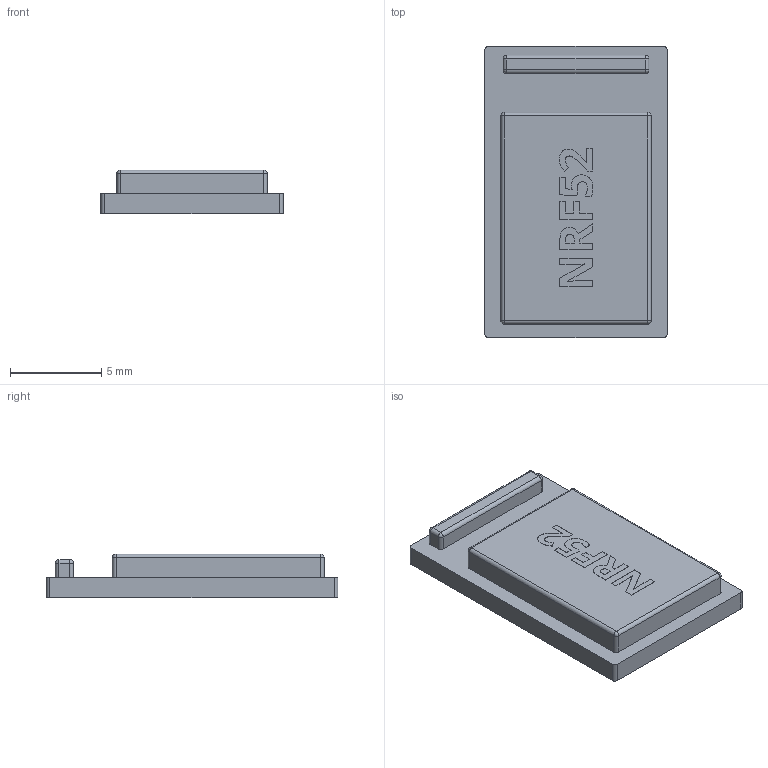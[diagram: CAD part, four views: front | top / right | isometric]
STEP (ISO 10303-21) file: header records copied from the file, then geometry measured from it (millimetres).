
FILE_DESCRIPTION(/* description */ ('STEP AP242','CAx-IF Rec.Pracs.---Representation and Presentation of Product Manufacturing Information (PMI)---4.0---2014-10-13','CAx-IF Rec.Pracs.---3D Tessellated Geometry---0.4---2014-09-14','2;1'),/* implementation_level */ '2;1');
FILE_NAME(/* name */ '6292aebf788c223be8a38862',/* time_stamp */ '2022-05-28T23:22:39+00:00',/* author */ (''),/* organization */ (''),/* preprocessor_version */ 'ST-DEVELOPER v18.102',/* originating_system */ ' ',/* authorisation */ ' ');
FILE_SCHEMA (('AP242_MANAGED_MODEL_BASED_3D_ENGINEERING_MIM_LF { 1 0 10303 442 1 1 4 }'));
Length unit declared in the file: metre
Products named in the file (3): Part 3; Part 2; Part 1
Bounding box: 10 x 16 x 2.4 mm (x, y, z)
Volume: 308 mm3; surface area: 648.7 mm2
Topology: 3 solids, 3 shells, 139 faces, 365 edges, 230 vertices
Faces by surface type: plane 72, bspline 39, cylinder 20, sphere 8
Entity records: 4405 total; most frequent: CARTESIAN_POINT 1158, ORIENTED_EDGE 714, DIRECTION 525, EDGE_CURVE 357, LINE 239, VECTOR 239, VERTEX_POINT 230, EDGE_LOOP 145
